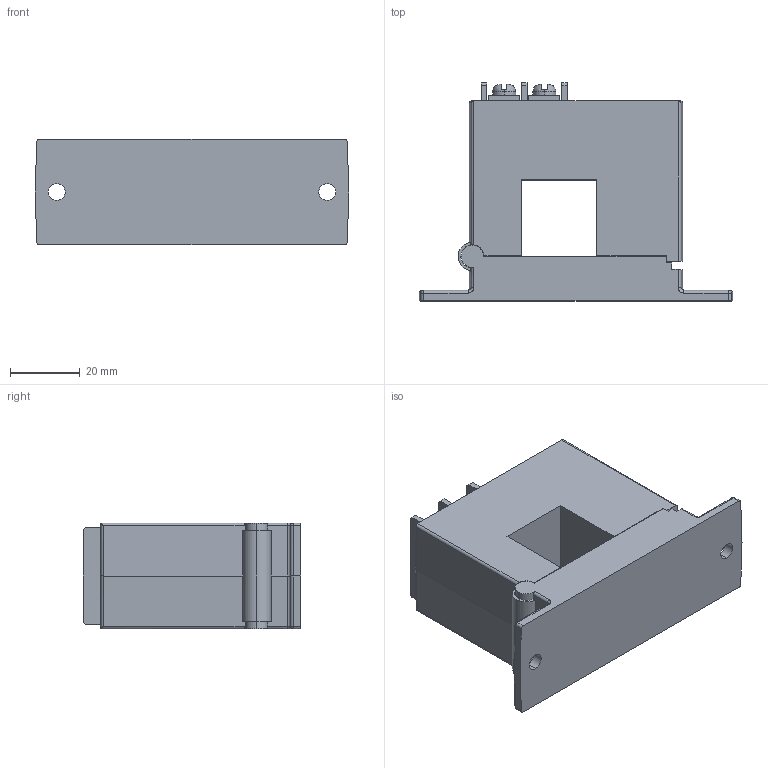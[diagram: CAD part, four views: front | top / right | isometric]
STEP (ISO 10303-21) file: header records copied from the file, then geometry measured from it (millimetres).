
FILE_DESCRIPTION (( 'STEP AP214' ), '1' );
FILE_NAME ('ACT005-42L-S.step', '2018-05-03T12:12:09', ( '' ), ( '' ), 'SwSTEP 2.0', 'SolidWorks 2017', '' );
FILE_SCHEMA (( 'AUTOMOTIVE_DESIGN' ));
Length unit declared in the file: inch
Products named in the file (1): ACT005-42L-S
Bounding box: 89.7 x 62.28 x 30.2 mm (x, y, z)
Volume: 93239.9 mm3; surface area: 22454.8 mm2
Topology: 6 solids, 6 shells, 161 faces, 416 edges, 264 vertices
Faces by surface type: plane 103, cylinder 46, torus 4, sphere 4, bspline 4
Entity records: 5219 total; most frequent: CARTESIAN_POINT 1284, ORIENTED_EDGE 824, DIRECTION 764, EDGE_CURVE 412, VECTOR 268, LINE 268, VERTEX_POINT 264, AXIS2_PLACEMENT_3D 248
